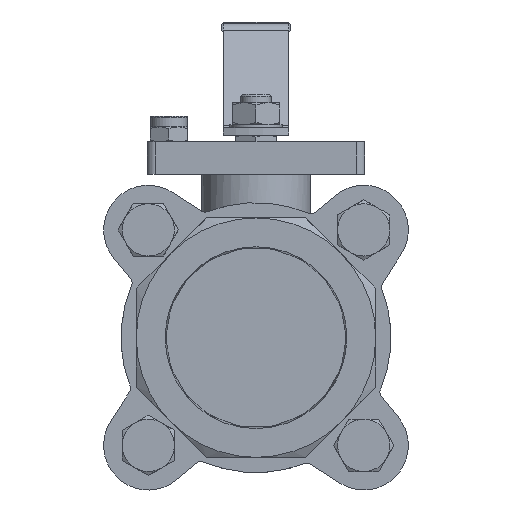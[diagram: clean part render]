
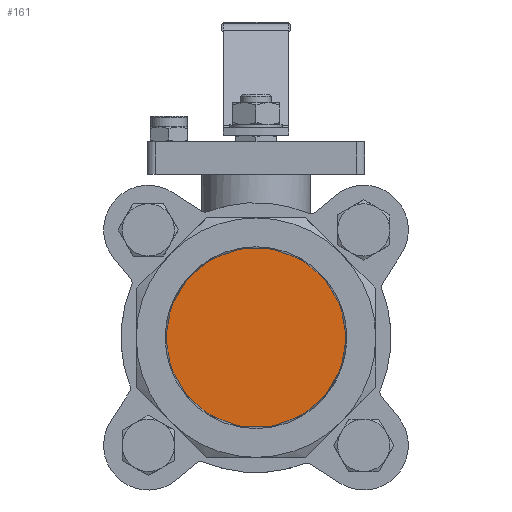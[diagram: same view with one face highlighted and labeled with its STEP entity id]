
A CAD part, front view. The second image highlights one B-rep face of the part: STEP entity #161.
In plain terms, the highlighted planar face has unit normal (0, -1, 0).
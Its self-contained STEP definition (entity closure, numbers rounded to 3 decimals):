
#130=CARTESIAN_POINT('',(41.275,-64.5,0.));
#131=VERTEX_POINT('',#130);
#132=CARTESIAN_POINT('',(0.0,-64.5,0.));
#133=DIRECTION('',(0.0,-1.0,0.0));
#134=DIRECTION('',(1.0,0.0,0.0));
#135=AXIS2_PLACEMENT_3D('',#132,#133,#134);
#136=CIRCLE('',#135,41.275);
#137=EDGE_CURVE('',#131,#131,#136,.T.);
#153=CARTESIAN_POINT('',(0.0,-64.5,0.));
#154=DIRECTION('',(0.0,-1.0,0.0));
#155=DIRECTION('',(1.0,0.0,0.0));
#156=AXIS2_PLACEMENT_3D('',#153,#154,#155);
#157=PLANE('',#156);
#158=ORIENTED_EDGE('',*,*,#137,.T.);
#159=EDGE_LOOP('',(#158));
#160=FACE_OUTER_BOUND('',#159,.T.);
#161=ADVANCED_FACE('',(#160),#157,.T.);
